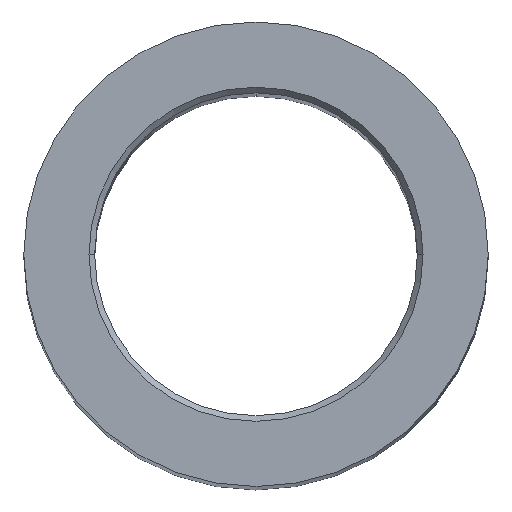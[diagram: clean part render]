
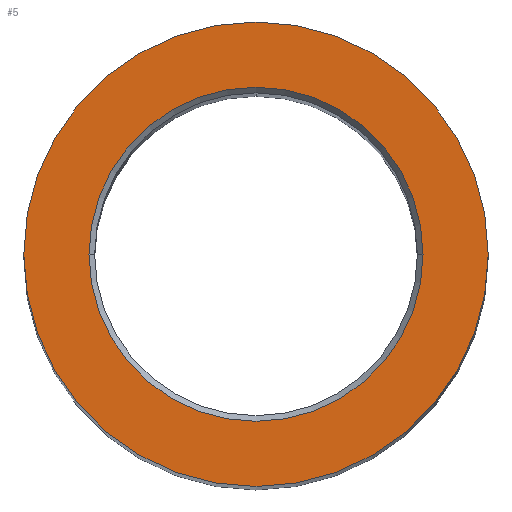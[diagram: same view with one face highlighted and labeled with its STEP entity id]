
A CAD part, top view. The second image highlights one B-rep face of the part: STEP entity #5.
In plain terms, the highlighted planar face has unit normal (0, 0, 1).
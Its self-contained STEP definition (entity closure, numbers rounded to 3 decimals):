
#3 = ORIENTED_EDGE ( 'NONE', *, *, #23, .T. ) ;
#4 = EDGE_LOOP ( 'NONE', ( #3, #11 ) ) ;
#5 = ADVANCED_FACE ( 'NONE', ( #58, #57 ), #152, .F. ) ;
#7 = EDGE_LOOP ( 'NONE', ( #33, #88 ) ) ;
#11 = ORIENTED_EDGE ( 'NONE', *, *, #12, .T. ) ;
#12 = EDGE_CURVE ( 'NONE', #112, #24, #149, .T. ) ;
#16 = EDGE_CURVE ( 'NONE', #76, #17, #130, .T. ) ;
#17 = VERTEX_POINT ( 'NONE', #159 ) ;
#23 = EDGE_CURVE ( 'NONE', #24, #112, #141, .T. ) ;
#24 = VERTEX_POINT ( 'NONE', #136 ) ;
#33 = ORIENTED_EDGE ( 'NONE', *, *, #87, .F. ) ;
#57 = FACE_BOUND ( 'NONE', #7, .T. ) ;
#58 = FACE_OUTER_BOUND ( 'NONE', #4, .T. ) ;
#76 = VERTEX_POINT ( 'NONE', #228 ) ;
#87 = EDGE_CURVE ( 'NONE', #17, #76, #259, .T. ) ;
#88 = ORIENTED_EDGE ( 'NONE', *, *, #16, .F. ) ;
#112 = VERTEX_POINT ( 'NONE', #346 ) ;
#129 = DIRECTION ( 'NONE',  ( -1., 0., 0. ) ) ;
#130 = CIRCLE ( 'NONE', #163, 5.034 ) ;
#136 = CARTESIAN_POINT ( 'NONE',  ( 7., 0., 0. ) ) ;
#137 = DIRECTION ( 'NONE',  ( 1., 0., 0. ) ) ;
#138 = DIRECTION ( 'NONE',  ( 0., 0., 1. ) ) ;
#139 = CARTESIAN_POINT ( 'NONE',  ( 0., 0., 0. ) ) ;
#140 = AXIS2_PLACEMENT_3D ( 'NONE', #139, #138, #137 ) ;
#141 = CIRCLE ( 'NONE', #140, 7. ) ;
#145 = DIRECTION ( 'NONE',  ( 0., 0., -1. ) ) ;
#146 = DIRECTION ( 'NONE',  ( 1., 0., 0. ) ) ;
#147 = DIRECTION ( 'NONE',  ( 0., 0., 1. ) ) ;
#148 = AXIS2_PLACEMENT_3D ( 'NONE', #168, #147, #146 ) ;
#149 = CIRCLE ( 'NONE', #148, 7. ) ;
#151 = CARTESIAN_POINT ( 'NONE',  ( 0., 7., 0. ) ) ;
#152 = PLANE ( 'NONE',  #153 ) ;
#153 = AXIS2_PLACEMENT_3D ( 'NONE', #151, #145, #129 ) ;
#159 = CARTESIAN_POINT ( 'NONE',  ( 5.034, 0., 0. ) ) ;
#160 = DIRECTION ( 'NONE',  ( 1., 0., 0. ) ) ;
#161 = DIRECTION ( 'NONE',  ( 0., 0., 1. ) ) ;
#162 = CARTESIAN_POINT ( 'NONE',  ( 0., 0., 0. ) ) ;
#163 = AXIS2_PLACEMENT_3D ( 'NONE', #162, #161, #160 ) ;
#168 = CARTESIAN_POINT ( 'NONE',  ( 0., 0., 0. ) ) ;
#228 = CARTESIAN_POINT ( 'NONE',  ( -5.034, 0., 0. ) ) ;
#251 = DIRECTION ( 'NONE',  ( 1., 0., 0. ) ) ;
#252 = DIRECTION ( 'NONE',  ( 0., 0., 1. ) ) ;
#253 = CARTESIAN_POINT ( 'NONE',  ( 0., 0., 0. ) ) ;
#254 = AXIS2_PLACEMENT_3D ( 'NONE', #253, #252, #251 ) ;
#259 = CIRCLE ( 'NONE', #254, 5.034 ) ;
#346 = CARTESIAN_POINT ( 'NONE',  ( -7., 0., 0. ) ) ;
